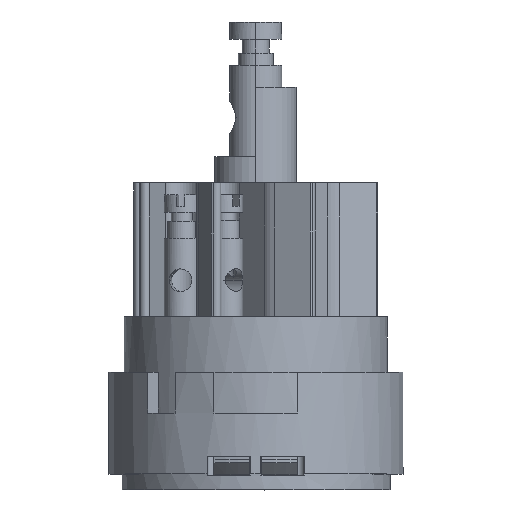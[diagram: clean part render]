
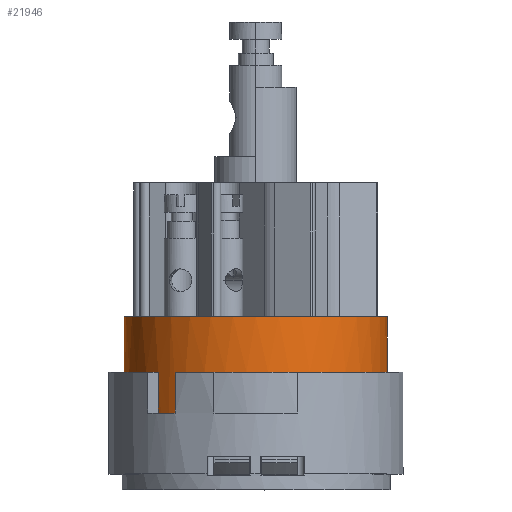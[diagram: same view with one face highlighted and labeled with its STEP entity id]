
A CAD part, top view. The second image highlights one B-rep face of the part: STEP entity #21946.
In plain terms, the highlighted cylindrical face has radius 7.575 mm (diameter 15.15 mm), a partial arc.
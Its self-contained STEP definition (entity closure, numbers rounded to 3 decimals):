
#918=DIRECTION('',(0.,-1.,0.));
#919=VECTOR('',#918,3.2);
#920=CARTESIAN_POINT('',(7.575,5.55,0.));
#921=LINE('',#920,#919);
#922=DIRECTION('',(0.,-1.,0.));
#923=VECTOR('',#922,2.35);
#924=CARTESIAN_POINT('',(-4.039,2.35,6.408));
#925=LINE('',#924,#923);
#926=DIRECTION('',(0.,1.,0.));
#927=VECTOR('',#926,2.35);
#928=CARTESIAN_POINT('',(-5.61,0.,
5.091));
#929=LINE('',#928,#927);
#930=CARTESIAN_POINT('',(0.,-4.4,0.));
#931=DIRECTION('',(0.,-1.,0.));
#932=DIRECTION('',(-0.991,0.,0.135));
#933=AXIS2_PLACEMENT_3D('',#930,#931,#932);
#943=DIRECTION('',(0.,-1.,0.));
#944=VECTOR('',#943,6.75);
#945=CARTESIAN_POINT('',(-7.505,2.35,-1.025));
#946=LINE('',#945,#944);
#1062=DIRECTION('',(0.,-1.,0.));
#1063=VECTOR('',#1062,3.2);
#1064=CARTESIAN_POINT('',(-7.575,5.55,0.));
#1065=LINE('',#1064,#1063);
#1066=CARTESIAN_POINT('',(0.,2.35,0.));
#1067=DIRECTION('',(0.,-1.,0.));
#1068=DIRECTION('',(-1.,0.,0.));
#1069=AXIS2_PLACEMENT_3D('',#1066,#1067,#1068);
#1084=CARTESIAN_POINT('',(0.,2.35,0.));
#1085=DIRECTION('',(0.,1.,0.));
#1086=DIRECTION('',(-0.533,0.,0.846));
#1087=AXIS2_PLACEMENT_3D('',#1084,#1085,#1086);
#1136=CARTESIAN_POINT('',(0.,0.,0.));
#1137=DIRECTION('',(0.,-1.,0.));
#1138=DIRECTION('',(-0.533,0.,0.846));
#1139=AXIS2_PLACEMENT_3D('',#1136,#1137,#1138);
#1146=CARTESIAN_POINT('',(0.,2.35,0.));
#1147=DIRECTION('',(0.,1.,0.));
#1148=DIRECTION('',(-0.991,0.,0.135));
#1149=AXIS2_PLACEMENT_3D('',#1146,#1147,#1148);
#1155=DIRECTION('',(0.,1.,0.));
#1156=VECTOR('',#1155,6.75);
#1157=CARTESIAN_POINT('',(-7.505,-4.4,1.025));
#1158=LINE('',#1157,#1156);
#2240=CARTESIAN_POINT('',(0.,0.,0.));
#2241=DIRECTION('',(0.,1.,0.));
#2242=DIRECTION('',(-0.741,0.,0.672));
#2243=AXIS2_PLACEMENT_3D('',#2240,#2241,#2242);
#2378=CARTESIAN_POINT('',(0.,5.55,0.));
#2379=DIRECTION('',(0.,-1.,0.));
#2380=DIRECTION('',(1.,0.,0.));
#2381=AXIS2_PLACEMENT_3D('',#2378,#2379,#2380);
#17206=CARTESIAN_POINT('',(-7.505,-4.4,1.025));
#17208=VERTEX_POINT('',#17206);
#17214=CARTESIAN_POINT('',(-7.505,-4.4,-1.025));
#17215=VERTEX_POINT('',#17214);
#18668=CARTESIAN_POINT('',(-4.039,2.35,6.408));
#18669=VERTEX_POINT('',#18668);
#18670=CARTESIAN_POINT('',(7.575,2.35,0.));
#18671=VERTEX_POINT('',#18670);
#18672=CARTESIAN_POINT('',(-5.61,0.,
5.091));
#18673=CARTESIAN_POINT('',(-5.61,2.35,5.091));
#18674=VERTEX_POINT('',#18672);
#18675=VERTEX_POINT('',#18673);
#18676=CARTESIAN_POINT('',(-7.505,2.35,1.025));
#18677=VERTEX_POINT('',#18676);
#18678=CARTESIAN_POINT('',(-7.575,2.35,0.));
#18679=CARTESIAN_POINT('',(-7.505,2.35,-1.025));
#18680=VERTEX_POINT('',#18678);
#18681=VERTEX_POINT('',#18679);
#18682=CARTESIAN_POINT('',(-7.575,5.55,0.));
#18683=VERTEX_POINT('',#18682);
#18684=CARTESIAN_POINT('',(7.575,5.55,0.));
#18685=VERTEX_POINT('',#18684);
#21275=CARTESIAN_POINT('',(-4.039,0.,6.408));
#21277=VERTEX_POINT('',#21275);
#21278=CARTESIAN_POINT('',(-5.451,0.,5.26));
#21279=VERTEX_POINT('',#21278);
#21914=CARTESIAN_POINT('',(0.,0.,0.));
#21915=DIRECTION('',(0.,1.,0.));
#21916=DIRECTION('',(-1.,0.,0.));
#21917=AXIS2_PLACEMENT_3D('',#21914,#21915,#21916);
#21918=CYLINDRICAL_SURFACE('',#21917,7.575);
#21920=ORIENTED_EDGE('',*,*,#21919,.F.);
#21922=ORIENTED_EDGE('',*,*,#21921,.F.);
#21924=ORIENTED_EDGE('',*,*,#21923,.F.);
#21926=ORIENTED_EDGE('',*,*,#21925,.F.);
#21928=ORIENTED_EDGE('',*,*,#21927,.T.);
#21930=ORIENTED_EDGE('',*,*,#21929,.F.);
#21932=ORIENTED_EDGE('',*,*,#21931,.T.);
#21934=ORIENTED_EDGE('',*,*,#21933,.T.);
#21936=ORIENTED_EDGE('',*,*,#21935,.F.);
#21938=ORIENTED_EDGE('',*,*,#21937,.T.);
#21940=ORIENTED_EDGE('',*,*,#21939,.F.);
#21942=ORIENTED_EDGE('',*,*,#21941,.F.);
#21943=ORIENTED_EDGE('',*,*,#21422,.T.);
#21944=EDGE_LOOP('',(#21920,#21922,#21924,#21926,#21928,#21930,#21932,#21934,
#21936,#21938,#21940,#21942,#21943));
#21945=FACE_OUTER_BOUND('',#21944,.F.);
#21946=ADVANCED_FACE('',(#21945),#21918,.T.);
#934=CIRCLE('',#933,7.575);
#1070=CIRCLE('',#1069,7.575);
#1088=CIRCLE('',#1087,7.575);
#1140=CIRCLE('',#1139,7.575);
#1150=CIRCLE('',#1149,7.575);
#2244=CIRCLE('',#2243,7.575);
#2382=CIRCLE('',#2381,7.575);
#21422=EDGE_CURVE('',#17208,#17215,#934,.T.);
#21919=EDGE_CURVE('',#18681,#17215,#946,.T.);
#21921=EDGE_CURVE('',#18680,#18681,#1070,.T.);
#21923=EDGE_CURVE('',#18683,#18680,#1065,.T.);
#21925=EDGE_CURVE('',#18685,#18683,#2382,.T.);
#21927=EDGE_CURVE('',#18685,#18671,#921,.T.);
#21929=EDGE_CURVE('',#18669,#18671,#1088,.T.);
#21931=EDGE_CURVE('',#18669,#21277,#925,.T.);
#21933=EDGE_CURVE('',#21277,#21279,#1140,.T.);
#21935=EDGE_CURVE('',#18674,#21279,#2244,.T.);
#21937=EDGE_CURVE('',#18674,#18675,#929,.T.);
#21939=EDGE_CURVE('',#18677,#18675,#1150,.T.);
#21941=EDGE_CURVE('',#17208,#18677,#1158,.T.);
